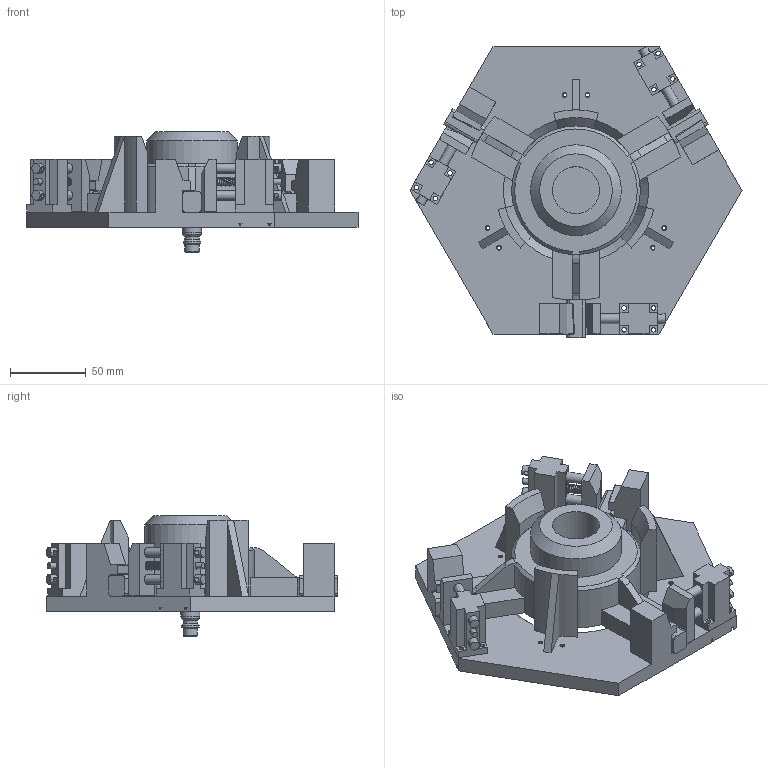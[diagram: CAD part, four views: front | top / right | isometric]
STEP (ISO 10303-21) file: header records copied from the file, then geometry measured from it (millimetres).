
FILE_DESCRIPTION(/* description */ (''),/* implementation_level */ '2;1');
FILE_NAME(/* name */ 'stow_lock_assembly v23.step',/* time_stamp */ '2023-06-08T17:17:33-04:00',/* author */ (''),/* organization */ (''),/* preprocessor_version */ 'ST-DEVELOPER v19.2',/* originating_system */ 'Autodesk Translation Framework v11.17.0.187',/* authorisation */ '');
FILE_SCHEMA (('AUTOMOTIVE_DESIGN { 1 0 10303 214 3 1 1 }'));
Products named in the file (9): stow_lock_assembly; lock_push; lock_base; Component3; Component4; 9657K660_COMPRESSION SPRING; arm_mount_120; male_part; Component1
Assembly tree (14 placements, depth 3):
  stow_lock_assembly
    lock_push  x3
    lock_base
      Component3
      Component4  x3
    9657K660_COMPRESSION SPRING  x3
    arm_mount_120
      male_part
      Component1
Bounding box: 219.39 x 192.72 x 79.44 mm (x, y, z)
Volume: 663965 mm3; surface area: 158884.3 mm2
Topology: 12 solids, 12 shells, 750 faces, 2095 edges, 1387 vertices
Faces by surface type: cylinder 355, plane 285, bspline 56, cone 53, torus 1
Full cylindrical faces by diameter (mm): 2.529 x60, 3 x30, 3.086 x30, 4 x3, 4.4 x3, 4.623 x1, 6 x3, 6.4 x6, 6.8 x6, 9.246 x1, 9.525 x2, 11.595 x1, 12.103 x1, 12.611 x1, 13.716 x3, 31 x1, 60 x1, 85 x1
Entity records: 40566 total; most frequent: CARTESIAN_POINT 24626, ORIENTED_EDGE 3678, DIRECTION 2675, EDGE_CURVE 1839, VERTEX_POINT 1217, LINE 903, VECTOR 903, AXIS2_PLACEMENT_3D 886
